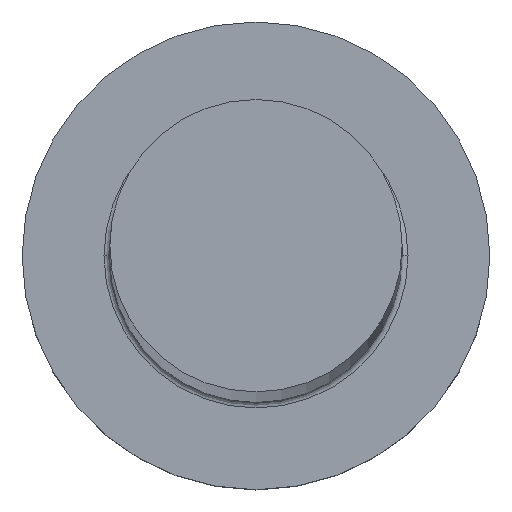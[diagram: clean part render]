
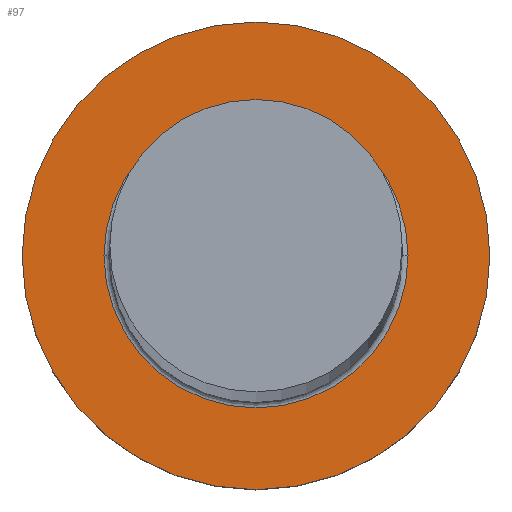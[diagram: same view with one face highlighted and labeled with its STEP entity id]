
A CAD part, top view. The second image highlights one B-rep face of the part: STEP entity #97.
In plain terms, the highlighted planar face has unit normal (0, 0, 1).
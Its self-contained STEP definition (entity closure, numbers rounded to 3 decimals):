
#5 = DIRECTION ( 'NONE',  ( 0., 0., -1. ) ) ;
#11 = DIRECTION ( 'NONE',  ( 0., 0., -1. ) ) ;
#17 = AXIS2_PLACEMENT_3D ( 'NONE', #191, #98, #264 ) ;
#19 = VERTEX_POINT ( 'NONE', #259 ) ;
#33 = AXIS2_PLACEMENT_3D ( 'NONE', #171, #150, #81 ) ;
#36 = DIRECTION ( 'NONE',  ( 1., 0., 0. ) ) ;
#51 = FACE_OUTER_BOUND ( 'NONE', #99, .T. ) ;
#53 = DIRECTION ( 'NONE',  ( 1., 0., 0. ) ) ;
#55 = CARTESIAN_POINT ( 'NONE',  ( 0., 0., 5. ) ) ;
#62 = VERTEX_POINT ( 'NONE', #266 ) ;
#67 = ORIENTED_EDGE ( 'NONE', *, *, #157, .T. ) ;
#81 = DIRECTION ( 'NONE',  ( 1., 0., 0. ) ) ;
#82 = EDGE_CURVE ( 'NONE', #19, #265, #184, .T. ) ;
#97 = ADVANCED_FACE ( 'NONE', ( #165, #51 ), #146, .T. ) ;
#98 = DIRECTION ( 'NONE',  ( 0., 0., 1. ) ) ;
#99 = EDGE_LOOP ( 'NONE', ( #67, #152 ) ) ;
#123 = CARTESIAN_POINT ( 'NONE',  ( -8., 0., 5. ) ) ;
#127 = ORIENTED_EDGE ( 'NONE', *, *, #274, .T. ) ;
#129 = EDGE_LOOP ( 'NONE', ( #127, #240 ) ) ;
#134 = VERTEX_POINT ( 'NONE', #147 ) ;
#137 = AXIS2_PLACEMENT_3D ( 'NONE', #170, #192, #53 ) ;
#146 = PLANE ( 'NONE',  #137 ) ;
#147 = CARTESIAN_POINT ( 'NONE',  ( 5.2, 0., 5. ) ) ;
#150 = DIRECTION ( 'NONE',  ( 0., 0., 1. ) ) ;
#152 = ORIENTED_EDGE ( 'NONE', *, *, #82, .T. ) ;
#153 = CIRCLE ( 'NONE', #33, 8. ) ;
#157 = EDGE_CURVE ( 'NONE', #265, #19, #153, .T. ) ;
#165 = FACE_BOUND ( 'NONE', #129, .T. ) ;
#170 = CARTESIAN_POINT ( 'NONE',  ( 0., 0., 5. ) ) ;
#171 = CARTESIAN_POINT ( 'NONE',  ( 0., 0., 5. ) ) ;
#184 = CIRCLE ( 'NONE', #17, 8. ) ;
#191 = CARTESIAN_POINT ( 'NONE',  ( 0., 0., 5. ) ) ;
#192 = DIRECTION ( 'NONE',  ( 0., 0., 1. ) ) ;
#196 = AXIS2_PLACEMENT_3D ( 'NONE', #55, #11, #36 ) ;
#197 = DIRECTION ( 'NONE',  ( 1., 0., 0. ) ) ;
#210 = EDGE_CURVE ( 'NONE', #62, #134, #295, .T. ) ;
#218 = CIRCLE ( 'NONE', #248, 5.2 ) ;
#240 = ORIENTED_EDGE ( 'NONE', *, *, #210, .T. ) ;
#248 = AXIS2_PLACEMENT_3D ( 'NONE', #271, #5, #197 ) ;
#259 = CARTESIAN_POINT ( 'NONE',  ( 8., 0., 5. ) ) ;
#264 = DIRECTION ( 'NONE',  ( 1., 0., 0. ) ) ;
#265 = VERTEX_POINT ( 'NONE', #123 ) ;
#266 = CARTESIAN_POINT ( 'NONE',  ( -5.2, 0., 5. ) ) ;
#271 = CARTESIAN_POINT ( 'NONE',  ( 0., 0., 5. ) ) ;
#274 = EDGE_CURVE ( 'NONE', #134, #62, #218, .T. ) ;
#295 = CIRCLE ( 'NONE', #196, 5.2 ) ;
